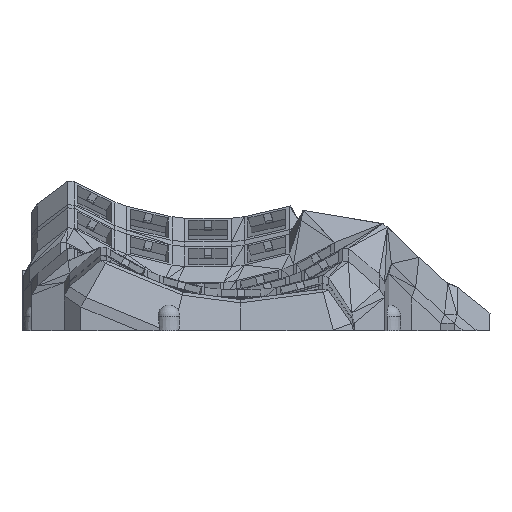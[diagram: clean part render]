
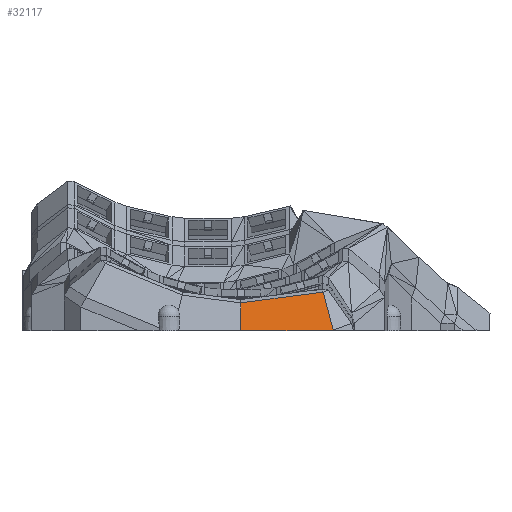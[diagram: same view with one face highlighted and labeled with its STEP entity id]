
A CAD part, left-side view. The second image highlights one B-rep face of the part: STEP entity #32117.
In plain terms, the highlighted planar face has unit normal (-0.967, 0.044, 0.253).
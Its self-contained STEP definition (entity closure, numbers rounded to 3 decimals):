
#100 = PLANE('',#101);
#101 = AXIS2_PLACEMENT_3D('',#102,#103,#104);
#102 = CARTESIAN_POINT('',(175.,-175.,0.));
#103 = DIRECTION('',(0.,0.,1.));
#104 = DIRECTION('',(1.,0.,0.));
#3583 = VERTEX_POINT('',#3584);
#3584 = CARTESIAN_POINT('',(-58.629,-43.626,0.));
#3598 = PLANE('',#3599);
#3599 = AXIS2_PLACEMENT_3D('',#3600,#3601,#3602);
#3600 = CARTESIAN_POINT('',(-57.915,-12.887,
    -8.164));
#3601 = DIRECTION('',(0.996,0.,
    0.087));
#3602 = DIRECTION('',(-0.087,-0.,0.996));
#3610 = EDGE_CURVE('',#3583,#3611,#3613,.T.);
#3611 = VERTEX_POINT('',#3612);
#3612 = CARTESIAN_POINT('',(-57.181,-12.,0.));
#3613 = SURFACE_CURVE('',#3614,(#3618,#3625),.PCURVE_S1.);
#3614 = LINE('',#3615,#3616);
#3615 = CARTESIAN_POINT('',(-60.995,-95.331,
    0.));
#3616 = VECTOR('',#3617,1.);
#3617 = DIRECTION('',(0.046,0.999,-0.));
#3618 = PCURVE('',#100,#3619);
#3619 = DEFINITIONAL_REPRESENTATION('',(#3620),#3624);
#3620 = LINE('',#3621,#3622);
#3621 = CARTESIAN_POINT('',(-235.995,79.669));
#3622 = VECTOR('',#3623,1.);
#3623 = DIRECTION('',(0.046,0.999));
#3624 = ( GEOMETRIC_REPRESENTATION_CONTEXT(2) 
PARAMETRIC_REPRESENTATION_CONTEXT() REPRESENTATION_CONTEXT('2D SPACE',''
  ) );
#3625 = PCURVE('',#3626,#3631);
#3626 = PLANE('',#3627);
#3627 = AXIS2_PLACEMENT_3D('',#3628,#3629,#3630);
#3628 = CARTESIAN_POINT('',(-57.349,-26.63,
    1.92));
#3629 = DIRECTION('',(0.967,-0.044,-0.253));
#3630 = DIRECTION('',(0.253,0.,0.967)
  );
#3631 = DEFINITIONAL_REPRESENTATION('',(#3632),#3636);
#3632 = LINE('',#3633,#3634);
#3633 = CARTESIAN_POINT('',(-2.78,68.768));
#3634 = VECTOR('',#3635,1.);
#3635 = DIRECTION('',(0.012,-1.));
#3636 = ( GEOMETRIC_REPRESENTATION_CONTEXT(2) 
PARAMETRIC_REPRESENTATION_CONTEXT() REPRESENTATION_CONTEXT('2D SPACE',''
  ) );
#3654 = PLANE('',#3655);
#3655 = AXIS2_PLACEMENT_3D('',#3656,#3657,#3658);
#3656 = CARTESIAN_POINT('',(-57.349,2.63,
    1.92));
#3657 = DIRECTION('',(-0.967,-0.044,0.253));
#3658 = DIRECTION('',(-0.253,0.,
    -0.967));
#32018 = VERTEX_POINT('',#32019);
#32019 = CARTESIAN_POINT('',(-54.505,-12.,10.235));
#32045 = EDGE_CURVE('',#32018,#3611,#32046,.T.);
#32046 = SURFACE_CURVE('',#32047,(#32051,#32058),.PCURVE_S1.);
#32047 = LINE('',#32048,#32049);
#32048 = CARTESIAN_POINT('',(-56.722,-12.,1.756));
#32049 = VECTOR('',#32050,1.);
#32050 = DIRECTION('',(-0.253,-0.,-0.967));
#32051 = PCURVE('',#3654,#32052);
#32052 = DEFINITIONAL_REPRESENTATION('',(#32053),#32057);
#32053 = LINE('',#32054,#32055);
#32054 = CARTESIAN_POINT('',(0.,14.644));
#32055 = VECTOR('',#32056,1.);
#32056 = DIRECTION('',(1.,0.));
#32057 = ( GEOMETRIC_REPRESENTATION_CONTEXT(2) 
PARAMETRIC_REPRESENTATION_CONTEXT() REPRESENTATION_CONTEXT('2D SPACE',''
  ) );
#32058 = PCURVE('',#3626,#32059);
#32059 = DEFINITIONAL_REPRESENTATION('',(#32060),#32064);
#32060 = LINE('',#32061,#32062);
#32061 = CARTESIAN_POINT('',(0.,-14.644));
#32062 = VECTOR('',#32063,1.);
#32063 = DIRECTION('',(-1.,0.));
#32064 = ( GEOMETRIC_REPRESENTATION_CONTEXT(2) 
PARAMETRIC_REPRESENTATION_CONTEXT() REPRESENTATION_CONTEXT('2D SPACE',''
  ) );
#32117 = ADVANCED_FACE('',(#32118),#3626,.F.);
#32118 = FACE_BOUND('',#32119,.T.);
#32119 = EDGE_LOOP('',(#32120,#32148,#32149,#32150,#32173));
#32120 = ORIENTED_EDGE('',*,*,#32121,.F.);
#32121 = EDGE_CURVE('',#32018,#32122,#32124,.T.);
#32122 = VERTEX_POINT('',#32123);
#32123 = CARTESIAN_POINT('',(-54.852,-42.192,
    14.194));
#32124 = SURFACE_CURVE('',#32125,(#32129,#32136),.PCURVE_S1.);
#32125 = LINE('',#32126,#32127);
#32126 = CARTESIAN_POINT('',(-54.405,-3.3,9.094));
#32127 = VECTOR('',#32128,1.);
#32128 = DIRECTION('',(-0.011,-0.991,
    0.13));
#32129 = PCURVE('',#3626,#32130);
#32130 = DEFINITIONAL_REPRESENTATION('',(#32131),#32135);
#32131 = LINE('',#32132,#32133);
#32132 = CARTESIAN_POINT('',(7.685,-23.353));
#32133 = VECTOR('',#32134,1.);
#32134 = DIRECTION('',(0.123,0.992));
#32135 = ( GEOMETRIC_REPRESENTATION_CONTEXT(2) 
PARAMETRIC_REPRESENTATION_CONTEXT() REPRESENTATION_CONTEXT('2D SPACE',''
  ) );
#32136 = PCURVE('',#32137,#32142);
#32137 = PLANE('',#32138);
#32138 = AXIS2_PLACEMENT_3D('',#32139,#32140,#32141);
#32139 = CARTESIAN_POINT('',(-54.145,-23.219,
    12.007));
#32140 = DIRECTION('',(-0.52,0.117,0.846));
#32141 = DIRECTION('',(0.852,0.,0.523));
#32142 = DEFINITIONAL_REPRESENTATION('',(#32143),#32147);
#32143 = LINE('',#32144,#32145);
#32144 = CARTESIAN_POINT('',(-1.747,20.056));
#32145 = VECTOR('',#32146,1.);
#32146 = DIRECTION('',(0.058,-0.998));
#32147 = ( GEOMETRIC_REPRESENTATION_CONTEXT(2) 
PARAMETRIC_REPRESENTATION_CONTEXT() REPRESENTATION_CONTEXT('2D SPACE',''
  ) );
#32148 = ORIENTED_EDGE('',*,*,#32045,.T.);
#32149 = ORIENTED_EDGE('',*,*,#3610,.F.);
#32150 = ORIENTED_EDGE('',*,*,#32151,.T.);
#32151 = EDGE_CURVE('',#3583,#32152,#32154,.T.);
#32152 = VERTEX_POINT('',#32153);
#32153 = CARTESIAN_POINT('',(-58.654,-45.815,
    0.287));
#32154 = SURFACE_CURVE('',#32155,(#32159,#32166),.PCURVE_S1.);
#32155 = LINE('',#32156,#32157);
#32156 = CARTESIAN_POINT('',(-58.166,-3.3,-5.289));
#32157 = VECTOR('',#32158,1.);
#32158 = DIRECTION('',(-0.011,-0.991,
    0.13));
#32159 = PCURVE('',#3626,#32160);
#32160 = DEFINITIONAL_REPRESENTATION('',(#32161),#32165);
#32161 = LINE('',#32162,#32163);
#32162 = CARTESIAN_POINT('',(-7.181,-23.353));
#32163 = VECTOR('',#32164,1.);
#32164 = DIRECTION('',(0.123,0.992));
#32165 = ( GEOMETRIC_REPRESENTATION_CONTEXT(2) 
PARAMETRIC_REPRESENTATION_CONTEXT() REPRESENTATION_CONTEXT('2D SPACE',''
  ) );
#32166 = PCURVE('',#3598,#32167);
#32167 = DEFINITIONAL_REPRESENTATION('',(#32168),#32172);
#32168 = LINE('',#32169,#32170);
#32169 = CARTESIAN_POINT('',(2.887,-9.587));
#32170 = VECTOR('',#32171,1.);
#32171 = DIRECTION('',(0.131,0.991));
#32172 = ( GEOMETRIC_REPRESENTATION_CONTEXT(2) 
PARAMETRIC_REPRESENTATION_CONTEXT() REPRESENTATION_CONTEXT('2D SPACE',''
  ) );
#32173 = ORIENTED_EDGE('',*,*,#32174,.T.);
#32174 = EDGE_CURVE('',#32152,#32122,#32175,.T.);
#32175 = SURFACE_CURVE('',#32176,(#32180,#32187),.PCURVE_S1.);
#32176 = LINE('',#32177,#32178);
#32177 = CARTESIAN_POINT('',(-58.654,-45.815,
    0.287));
#32178 = VECTOR('',#32179,1.);
#32179 = DIRECTION('',(0.256,0.244,0.936));
#32180 = PCURVE('',#3626,#32181);
#32181 = DEFINITIONAL_REPRESENTATION('',(#32182),#32186);
#32182 = LINE('',#32183,#32184);
#32183 = CARTESIAN_POINT('',(-1.91,19.204));
#32184 = VECTOR('',#32185,1.);
#32185 = DIRECTION('',(0.97,-0.244));
#32186 = ( GEOMETRIC_REPRESENTATION_CONTEXT(2) 
PARAMETRIC_REPRESENTATION_CONTEXT() REPRESENTATION_CONTEXT('2D SPACE',''
  ) );
#32187 = PCURVE('',#32188,#32193);
#32188 = PLANE('',#32189);
#32189 = AXIS2_PLACEMENT_3D('',#32190,#32191,#32192);
#32190 = CARTESIAN_POINT('',(-52.958,-47.456,
    9.116));
#32191 = DIRECTION('',(-0.719,-0.599,0.353));
#32192 = DIRECTION('',(0.64,-0.768,
    0.));
#32193 = DEFINITIONAL_REPRESENTATION('',(#32194),#32198);
#32194 = LINE('',#32195,#32196);
#32195 = CARTESIAN_POINT('',(-4.906,-9.435));
#32196 = VECTOR('',#32197,1.);
#32197 = DIRECTION('',(-0.024,1.));
#32198 = ( GEOMETRIC_REPRESENTATION_CONTEXT(2) 
PARAMETRIC_REPRESENTATION_CONTEXT() REPRESENTATION_CONTEXT('2D SPACE',''
  ) );
